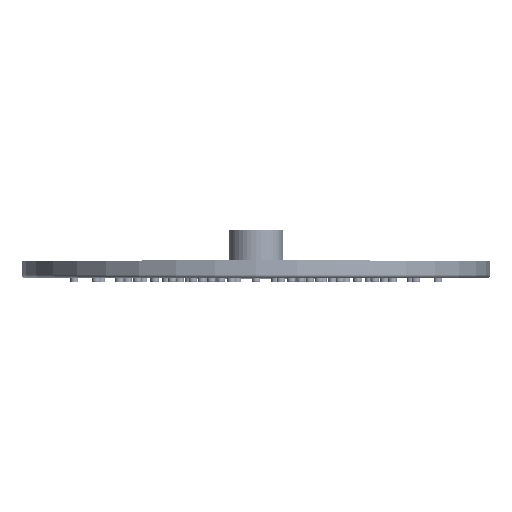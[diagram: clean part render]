
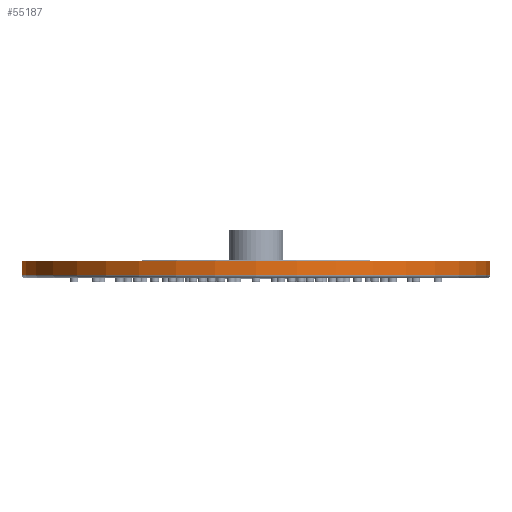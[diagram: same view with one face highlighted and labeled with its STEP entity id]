
A CAD part, top view. The second image highlights one B-rep face of the part: STEP entity #55187.
In plain terms, the highlighted cylindrical face has radius 112.5 mm (diameter 225 mm), a partial arc.
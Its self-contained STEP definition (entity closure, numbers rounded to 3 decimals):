
#9718=CARTESIAN_POINT('',(0.,8.,0.));
#9719=DIRECTION('',(0.,-1.,0.));
#9720=DIRECTION('',(1.,0.,0.));
#9721=AXIS2_PLACEMENT_3D('',#9718,#9719,#9720);
#9728=DIRECTION('',(0.,1.,0.));
#9729=VECTOR('',#9728,6.5);
#9730=CARTESIAN_POINT('',(112.5,1.5,0.));
#9731=LINE('',#9730,#9729);
#9732=DIRECTION('',(0.,1.,0.));
#9733=VECTOR('',#9732,6.5);
#9734=CARTESIAN_POINT('',(-112.5,1.5,0.));
#9735=LINE('',#9734,#9733);
#9746=CARTESIAN_POINT('',(0.,1.5,0.));
#9747=DIRECTION('',(0.,1.,0.));
#9748=DIRECTION('',(-1.,0.,0.));
#9749=AXIS2_PLACEMENT_3D('',#9746,#9747,#9748);
#32622=CARTESIAN_POINT('',(112.5,8.,0.));
#32623=CARTESIAN_POINT('',(-112.5,8.,0.));
#32624=VERTEX_POINT('',#32622);
#32625=VERTEX_POINT('',#32623);
#33238=CARTESIAN_POINT('',(112.5,1.5,0.));
#33239=CARTESIAN_POINT('',(-112.5,1.5,0.));
#33240=VERTEX_POINT('',#33238);
#33241=VERTEX_POINT('',#33239);
#55176=CARTESIAN_POINT('',(0.,8.4,0.));
#55177=DIRECTION('',(0.,-1.,0.));
#55178=DIRECTION('',(-1.,0.,0.));
#55179=AXIS2_PLACEMENT_3D('',#55176,#55177,#55178);
#55180=CYLINDRICAL_SURFACE('',#55179,112.5);
#55181=ORIENTED_EDGE('',*,*,#55160,.F.);
#55182=ORIENTED_EDGE('',*,*,#55121,.T.);
#55183=ORIENTED_EDGE('',*,*,#55095,.F.);
#55184=ORIENTED_EDGE('',*,*,#55118,.F.);
#55185=EDGE_LOOP('',(#55181,#55182,#55183,#55184));
#55186=FACE_OUTER_BOUND('',#55185,.F.);
#55187=ADVANCED_FACE('',(#55186),#55180,.T.);
#9722=CIRCLE('',#9721,112.5);
#9750=CIRCLE('',#9749,112.5);
#55095=EDGE_CURVE('',#32624,#32625,#9722,.T.);
#55118=EDGE_CURVE('',#33240,#32624,#9731,.T.);
#55121=EDGE_CURVE('',#33241,#32625,#9735,.T.);
#55160=EDGE_CURVE('',#33241,#33240,#9750,.T.);
